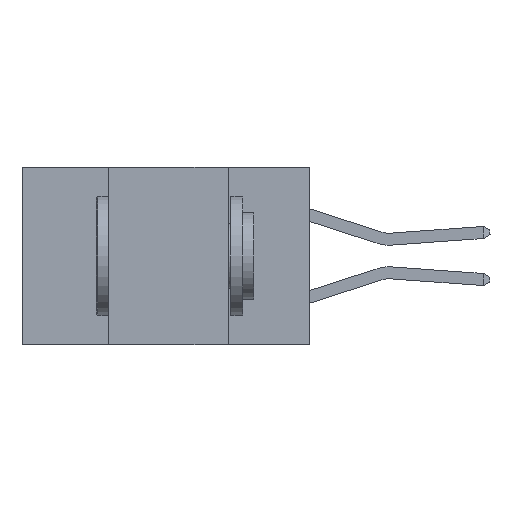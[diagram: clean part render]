
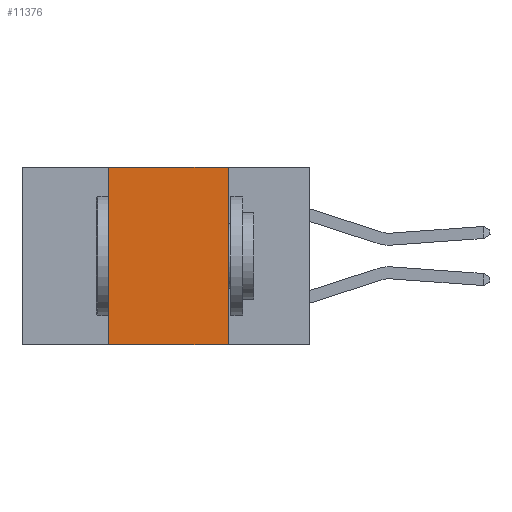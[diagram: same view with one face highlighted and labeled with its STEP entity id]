
A CAD part, left-side view. The second image highlights one B-rep face of the part: STEP entity #11376.
In plain terms, the highlighted planar face has unit normal (-1, 0, 0).
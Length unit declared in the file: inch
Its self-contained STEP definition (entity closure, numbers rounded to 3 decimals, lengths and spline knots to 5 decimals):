
#1015 = VERTEX_POINT ( 'NONE', #17033 ) ;
#1345 = FACE_OUTER_BOUND ( 'NONE', #1617, .T. ) ;
#1617 = EDGE_LOOP ( 'NONE', ( #12061, #9480, #3850, #4071 ) ) ;
#1970 = VECTOR ( 'NONE', #9345, 39.37008 ) ;
#2023 = LINE ( 'NONE', #10380, #12356 ) ;
#3280 = VERTEX_POINT ( 'NONE', #11776 ) ;
#3850 = ORIENTED_EDGE ( 'NONE', *, *, #16344, .F. ) ;
#3915 = VERTEX_POINT ( 'NONE', #17293 ) ;
#4071 = ORIENTED_EDGE ( 'NONE', *, *, #8985, .T. ) ;
#4409 = LINE ( 'NONE', #9846, #15685 ) ;
#5173 = EDGE_CURVE ( 'NONE', #3280, #1015, #13270, .T. ) ;
#5287 = CARTESIAN_POINT ( 'NONE',  ( 0., 0.42, -0.37 ) ) ;
#6576 = CARTESIAN_POINT ( 'NONE',  ( 0., 0.6, 0. ) ) ;
#6779 = CARTESIAN_POINT ( 'NONE',  ( 0., 0.6, 0. ) ) ;
#7603 = EDGE_CURVE ( 'NONE', #1015, #11886, #4409, .T. ) ;
#8694 = AXIS2_PLACEMENT_3D ( 'NONE', #6779, #12047, #14973 ) ;
#8866 = DIRECTION ( 'NONE',  ( 0., 0., -1. ) ) ;
#8985 = EDGE_CURVE ( 'NONE', #3915, #11886, #2023, .T. ) ;
#9345 = DIRECTION ( 'NONE',  ( 0., -1., 0. ) ) ;
#9480 = ORIENTED_EDGE ( 'NONE', *, *, #5173, .F. ) ;
#9846 = CARTESIAN_POINT ( 'NONE',  ( 0., 0.17, -0.37 ) ) ;
#10380 = CARTESIAN_POINT ( 'NONE',  ( 0., 0.6, -0.37 ) ) ;
#10911 = LINE ( 'NONE', #5287, #13056 ) ;
#11376 = ADVANCED_FACE ( 'NONE', ( #1345 ), #13395, .F. ) ;
#11776 = CARTESIAN_POINT ( 'NONE',  ( 0., 0.42, 0. ) ) ;
#11886 = VERTEX_POINT ( 'NONE', #13892 ) ;
#12047 = DIRECTION ( 'NONE',  ( 1., 0., 0. ) ) ;
#12061 = ORIENTED_EDGE ( 'NONE', *, *, #7603, .F. ) ;
#12356 = VECTOR ( 'NONE', #13157, 39.37008 ) ;
#13056 = VECTOR ( 'NONE', #17347, 39.37008 ) ;
#13157 = DIRECTION ( 'NONE',  ( 0., -1., 0. ) ) ;
#13270 = LINE ( 'NONE', #6576, #1970 ) ;
#13395 = PLANE ( 'NONE',  #8694 ) ;
#13892 = CARTESIAN_POINT ( 'NONE',  ( 0., 0.17, -0.37 ) ) ;
#14973 = DIRECTION ( 'NONE',  ( 0., 0., -1. ) ) ;
#15685 = VECTOR ( 'NONE', #8866, 39.37008 ) ;
#16344 = EDGE_CURVE ( 'NONE', #3915, #3280, #10911, .T. ) ;
#17033 = CARTESIAN_POINT ( 'NONE',  ( 0., 0.17, 0. ) ) ;
#17293 = CARTESIAN_POINT ( 'NONE',  ( 0., 0.42, -0.37 ) ) ;
#17347 = DIRECTION ( 'NONE',  ( 0., 0., 1. ) ) ;
